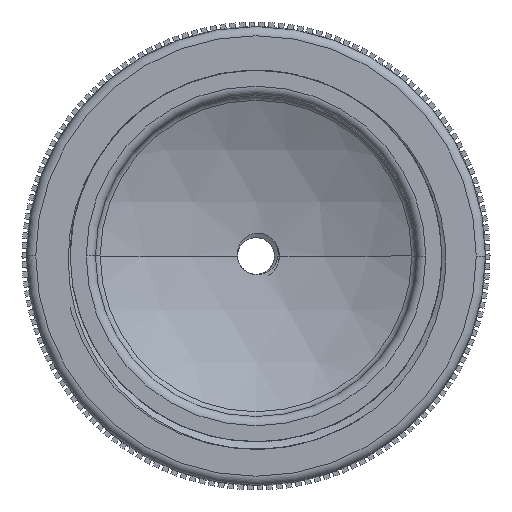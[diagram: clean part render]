
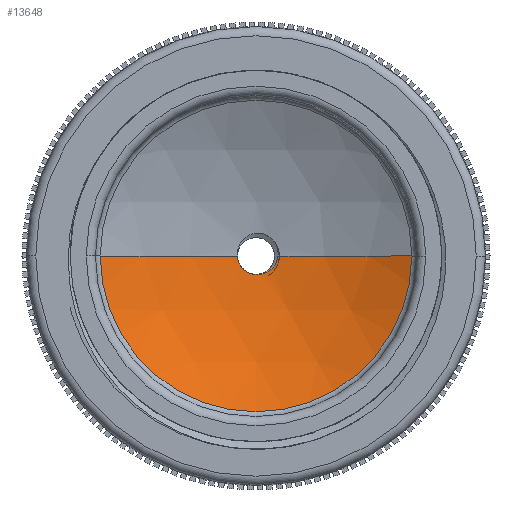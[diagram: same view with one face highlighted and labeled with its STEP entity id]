
A CAD part, front view. The second image highlights one B-rep face of the part: STEP entity #13648.
In plain terms, the highlighted spherical face has radius 36.25 mm.
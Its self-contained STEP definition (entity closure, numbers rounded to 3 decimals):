
#101 = B_SPLINE_CURVE_WITH_KNOTS ( 'NONE', 3,
 ( #32033, #13078, #2611, #13251, #34528, #2271, #23890, #4579, #34709, #2096, #12899, #7423, #31688, #32204, #26723, #31862 ),
 .UNSPECIFIED., .F., .F.,
 ( 4, 2, 2, 2, 2, 2, 2, 4 ),
 ( 0.001, 0.002, 0.002, 0.003, 0.003, 0.004, 0.005, 0.005 ),
 .UNSPECIFIED. ) ;
#1335 = AXIS2_PLACEMENT_3D ( 'NONE', #21091, #1798, #7287 ) ;
#1798 = DIRECTION ( 'NONE',  ( 0., 0., 1. ) ) ;
#1857 = ORIENTED_EDGE ( 'NONE', *, *, #28128, .T. ) ;
#2096 = CARTESIAN_POINT ( 'NONE',  ( 1.392, 26.935, -1.694 ) ) ;
#2271 = CARTESIAN_POINT ( 'NONE',  ( 2.081, 26.928, -0.955 ) ) ;
#2611 = CARTESIAN_POINT ( 'NONE',  ( 2.349, 26.923, -0.288 ) ) ;
#2780 = ORIENTED_EDGE ( 'NONE', *, *, #7385, .F. ) ;
#3125 = CIRCLE ( 'NONE', #12271, 2. ) ;
#3427 = AXIS2_PLACEMENT_3D ( 'NONE', #26839, #21159, #13364 ) ;
#3592 = CARTESIAN_POINT ( 'NONE',  ( 2.392, 26.921, 0. ) ) ;
#4276 = EDGE_CURVE ( 'NONE', #17408, #32535, #101, .T. ) ;
#4579 = CARTESIAN_POINT ( 'NONE',  ( 1.823, 26.931, -1.304 ) ) ;
#5423 = CARTESIAN_POINT ( 'NONE',  ( 16.968, 22.784, 0. ) ) ;
#6186 = VERTEX_POINT ( 'NONE', #5423 ) ;
#6308 = CARTESIAN_POINT ( 'NONE',  ( 0., 26.945, -2. ) ) ;
#7287 = DIRECTION ( 'NONE',  ( -1., 0., 0. ) ) ;
#7385 = EDGE_CURVE ( 'NONE', #32094, #33840, #28973, .T. ) ;
#7423 = CARTESIAN_POINT ( 'NONE',  ( 0.721, 26.94, -1.965 ) ) ;
#7676 = DIRECTION ( 'NONE',  ( 0., 1., 0. ) ) ;
#12266 = ORIENTED_EDGE ( 'NONE', *, *, #30125, .T. ) ;
#12271 = AXIS2_PLACEMENT_3D ( 'NONE', #31946, #7676, #13505 ) ;
#12899 = CARTESIAN_POINT ( 'NONE',  ( 1.138, 26.937, -1.836 ) ) ;
#13078 = CARTESIAN_POINT ( 'NONE',  ( 2.378, 26.922, -0.144 ) ) ;
#13251 = CARTESIAN_POINT ( 'NONE',  ( 2.268, 26.925, -0.564 ) ) ;
#13364 = DIRECTION ( 'NONE',  ( 1., 0., 0. ) ) ;
#13505 = DIRECTION ( 'NONE',  ( -1., 0., 0. ) ) ;
#13507 = AXIS2_PLACEMENT_3D ( 'NONE', #14820, #33789, #26515 ) ;
#13648 = ADVANCED_FACE ( 'NONE', ( #22024 ), #26416, .F. ) ;
#13683 = AXIS2_PLACEMENT_3D ( 'NONE', #17895, #33678, #28709 ) ;
#14211 = EDGE_LOOP ( 'NONE', ( #1857, #17397, #22274, #12266, #2780 ) ) ;
#14820 = CARTESIAN_POINT ( 'NONE',  ( 0., -9.25, 0. ) ) ;
#17397 = ORIENTED_EDGE ( 'NONE', *, *, #34620, .T. ) ;
#17408 = VERTEX_POINT ( 'NONE', #3592 ) ;
#17895 = CARTESIAN_POINT ( 'NONE',  ( 0., -9.25, 0. ) ) ;
#21091 = CARTESIAN_POINT ( 'NONE',  ( 0., -9.25, 0. ) ) ;
#21159 = DIRECTION ( 'NONE',  ( 0., -1., 0. ) ) ;
#21678 = CARTESIAN_POINT ( 'NONE',  ( -2., 26.945, 0. ) ) ;
#22024 = FACE_OUTER_BOUND ( 'NONE', #14211, .T. ) ;
#22274 = ORIENTED_EDGE ( 'NONE', *, *, #4276, .T. ) ;
#23890 = CARTESIAN_POINT ( 'NONE',  ( 2.001, 26.929, -1.078 ) ) ;
#26416 = SPHERICAL_SURFACE ( 'NONE', #1335, 36.25 ) ;
#26515 = DIRECTION ( 'NONE',  ( 1., 0., 0. ) ) ;
#26723 = CARTESIAN_POINT ( 'NONE',  ( 0.145, 26.944, -2.017 ) ) ;
#26839 = CARTESIAN_POINT ( 'NONE',  ( 0., 22.784, 0. ) ) ;
#28128 = EDGE_CURVE ( 'NONE', #32094, #6186, #29471, .T. ) ;
#28709 = DIRECTION ( 'NONE',  ( -1., 0., 0. ) ) ;
#28973 = CIRCLE ( 'NONE', #13683, 36.25 ) ;
#29052 = CARTESIAN_POINT ( 'NONE',  ( -16.968, 22.784, 0. ) ) ;
#29471 = CIRCLE ( 'NONE', #3427, 16.968 ) ;
#30125 = EDGE_CURVE ( 'NONE', #32535, #33840, #3125, .T. ) ;
#31688 = CARTESIAN_POINT ( 'NONE',  ( 0.58, 26.941, -1.993 ) ) ;
#31862 = CARTESIAN_POINT ( 'NONE',  ( 0., 26.945, -2. ) ) ;
#31946 = CARTESIAN_POINT ( 'NONE',  ( 0., 26.945, 0. ) ) ;
#32033 = CARTESIAN_POINT ( 'NONE',  ( 2.392, 26.921, 0. ) ) ;
#32094 = VERTEX_POINT ( 'NONE', #29052 ) ;
#32170 = CIRCLE ( 'NONE', #13507, 36.25 ) ;
#32204 = CARTESIAN_POINT ( 'NONE',  ( 0.292, 26.943, -2.019 ) ) ;
#32535 = VERTEX_POINT ( 'NONE', #6308 ) ;
#33678 = DIRECTION ( 'NONE',  ( 0., 0., -1. ) ) ;
#33789 = DIRECTION ( 'NONE',  ( 0., 0., 1. ) ) ;
#33840 = VERTEX_POINT ( 'NONE', #21678 ) ;
#34528 = CARTESIAN_POINT ( 'NONE',  ( 2.214, 26.926, -0.698 ) ) ;
#34620 = EDGE_CURVE ( 'NONE', #6186, #17408, #32170, .T. ) ;
#34709 = CARTESIAN_POINT ( 'NONE',  ( 1.723, 26.932, -1.409 ) ) ;
